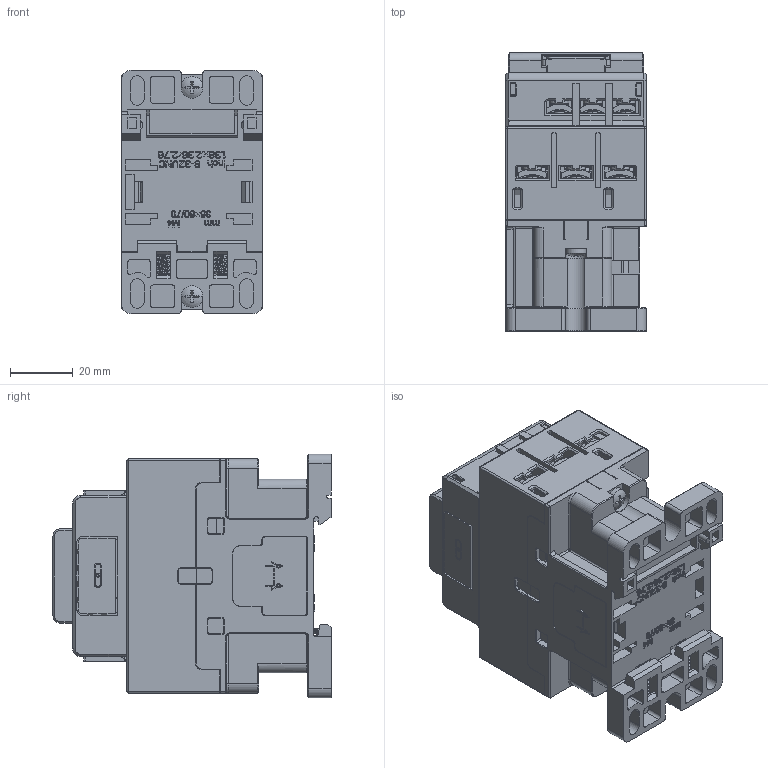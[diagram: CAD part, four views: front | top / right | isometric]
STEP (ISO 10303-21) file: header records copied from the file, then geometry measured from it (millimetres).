
FILE_DESCRIPTION((''),'2;1');
FILE_NAME('2400034300_SW0002','2024-01-05T',('yunfei.yang'),(''),'PRO/ENGINEER BY PARAMETRIC TECHNOLOGY CORPORATION, 2015440','PRO/ENGINEER BY PARAMETRIC TECHNOLOGY CORPORATION, 2015440','');
FILE_SCHEMA(('CONFIG_CONTROL_DESIGN'));
Products named in the file (1): 2400034300_SW0002
Bounding box: 45 x 89 x 78 mm (x, y, z)
Volume: 185897.8 mm3; surface area: 93968 mm2
Topology: 1 solids, 5 shells, 7302 faces, 20315 edges, 13032 vertices
Faces by surface type: plane 5549, cylinder 1112, cone 177, torus 161, extrusion 161, bspline 126, sphere 16
Entity records: 253443 total; most frequent: CARTESIAN_POINT 66953, ORIENTED_EDGE 40630, DIRECTION 35939, EDGE_CURVE 20315, VECTOR 16477, LINE 16316, VERTEX_POINT 13032, AXIS2_PLACEMENT_3D 9731
